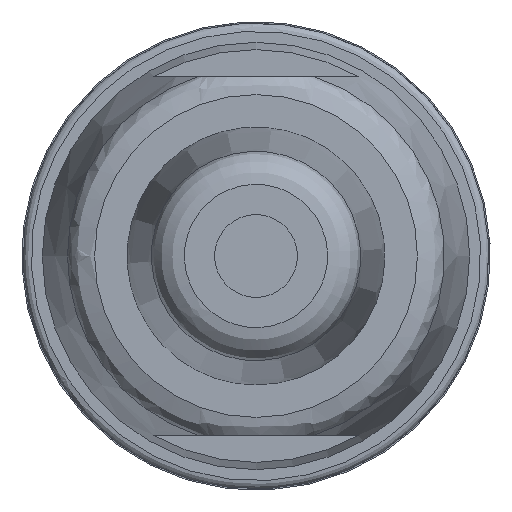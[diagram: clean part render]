
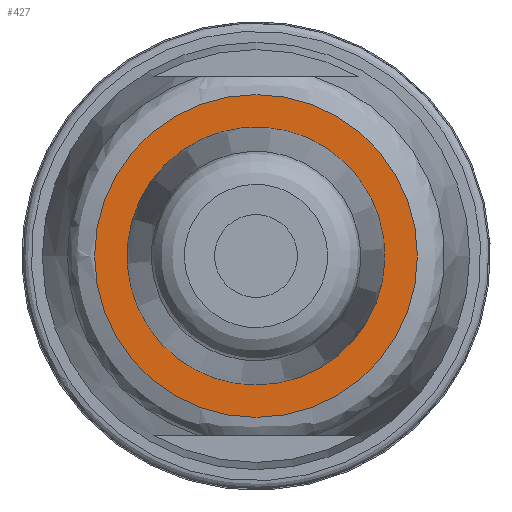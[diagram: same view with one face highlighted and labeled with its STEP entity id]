
A CAD part, front view. The second image highlights one B-rep face of the part: STEP entity #427.
In plain terms, the highlighted planar face has unit normal (0, -1, 0).
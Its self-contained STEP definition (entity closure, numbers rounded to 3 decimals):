
#427=ADVANCED_FACE('',(#632,#633),#514,.T.);
#514=PLANE('',#2222);
#575=CIRCLE('',#2218,4.678);
#576=CIRCLE('',#2221,5.853);
#632=FACE_BOUND('',#753,.T.);
#633=FACE_BOUND('',#754,.T.);
#753=EDGE_LOOP('',(#1198));
#754=EDGE_LOOP('',(#1199));
#1198=ORIENTED_EDGE('',*,*,#1741,.F.);
#1199=ORIENTED_EDGE('',*,*,#1742,.F.);
#1491=VERTEX_POINT('',#3346);
#1492=VERTEX_POINT('',#3350);
#1741=EDGE_CURVE('',#1491,#1491,#575,.T.);
#1742=EDGE_CURVE('',#1492,#1492,#576,.T.);
#2218=AXIS2_PLACEMENT_3D('',#3345,#2651,#2652);
#2221=AXIS2_PLACEMENT_3D('',#3349,#2657,#2658);
#2222=AXIS2_PLACEMENT_3D('',#3351,#2659,#2660);
#2651=DIRECTION('',(0.,-1.,0.));
#2652=DIRECTION('',(0.,0.,-1.));
#2657=DIRECTION('',(0.,1.,0.));
#2658=DIRECTION('',(-1.,0.,0.));
#2659=DIRECTION('',(0.,-1.,0.));
#2660=DIRECTION('',(-1.,0.,0.));
#3345=CARTESIAN_POINT('',(21.985,-55.865,0.));
#3346=CARTESIAN_POINT('',(21.985,-55.865,-4.678));
#3349=CARTESIAN_POINT('',(21.985,-55.865,0.));
#3350=CARTESIAN_POINT('',(16.132,-55.865,0.));
#3351=CARTESIAN_POINT('',(28.423,-55.865,6.438));
